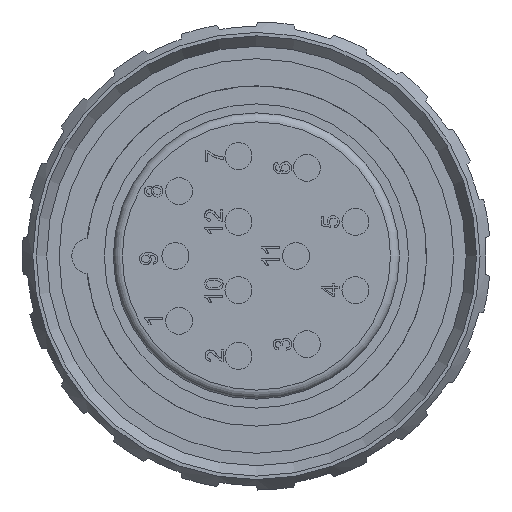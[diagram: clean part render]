
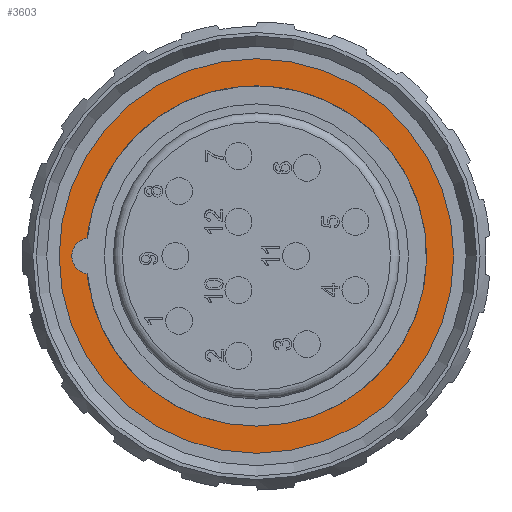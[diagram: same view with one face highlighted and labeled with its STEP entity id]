
A CAD part, left-side view. The second image highlights one B-rep face of the part: STEP entity #3603.
In plain terms, the highlighted planar face has unit normal (-1, 0, 0).
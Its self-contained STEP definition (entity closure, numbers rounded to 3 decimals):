
#897=FACE_BOUND('',#5659,.T.);
#898=FACE_BOUND('',#5660,.T.);
#1412=CIRCLE('',#14520,10.96);
#1500=CIRCLE('',#14696,9.45);
#3603=ADVANCED_FACE('',(#897,#898),#3849,.T.);
#3849=PLANE('',#14698);
#5659=EDGE_LOOP('',(#9491));
#5660=EDGE_LOOP('',(#9492));
#9491=ORIENTED_EDGE('',*,*,#12604,.T.);
#9492=ORIENTED_EDGE('',*,*,#12362,.F.);
#10524=VERTEX_POINT('',#30768);
#10688=VERTEX_POINT('',#31490);
#12362=EDGE_CURVE('',#10524,#10524,#1412,.T.);
#12604=EDGE_CURVE('',#10688,#10688,#1500,.T.);
#14520=AXIS2_PLACEMENT_3D('',#30767,#17394,#17395);
#14696=AXIS2_PLACEMENT_3D('',#31489,#17824,#17825);
#14698=AXIS2_PLACEMENT_3D('',#31492,#17828,#17829);
#17394=DIRECTION('',(1.,0.,0.));
#17395=DIRECTION('',(0.,-1.,0.));
#17824=DIRECTION('',(1.,0.,0.));
#17825=DIRECTION('',(0.,0.,-1.));
#17828=DIRECTION('',(-1.,0.,0.));
#17829=DIRECTION('',(0.,0.,1.));
#30767=CARTESIAN_POINT('',(43.,50.,0.));
#30768=CARTESIAN_POINT('',(43.,39.04,0.));
#31489=CARTESIAN_POINT('',(43.,50.,0.));
#31490=CARTESIAN_POINT('',(43.,50.,-9.45));
#31492=CARTESIAN_POINT('',(43.,60.85,0.));
